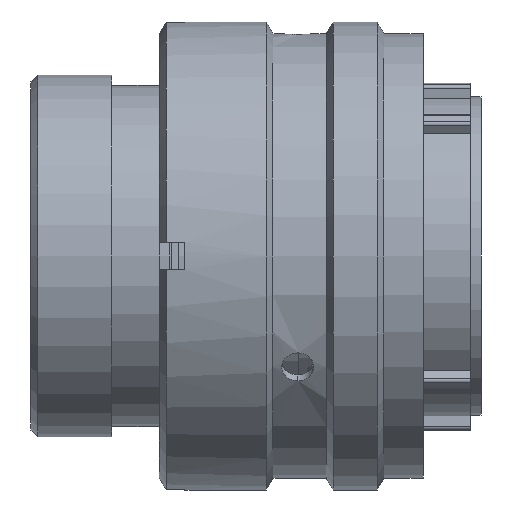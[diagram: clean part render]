
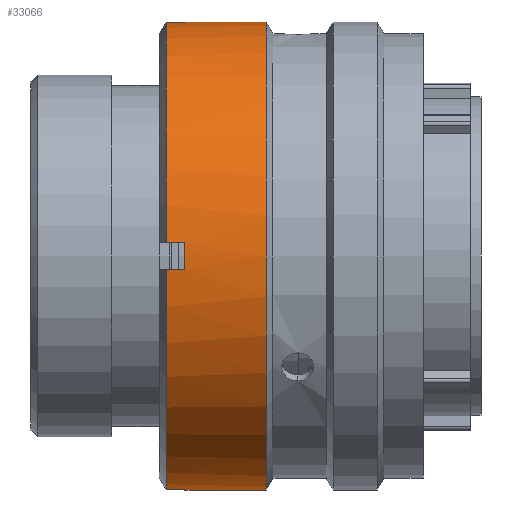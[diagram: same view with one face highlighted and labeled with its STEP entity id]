
A CAD part, front view. The second image highlights one B-rep face of the part: STEP entity #33066.
In plain terms, the highlighted cylindrical face has radius 17.35 mm (diameter 34.7 mm), a partial arc.
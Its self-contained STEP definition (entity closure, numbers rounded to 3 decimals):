
#120 = CIRCLE ( 'NONE', #47072, 17.35 ) ;
#909 = DIRECTION ( 'NONE',  ( 1., 0., 0. ) ) ;
#1171 = VERTEX_POINT ( 'NONE', #42394 ) ;
#2036 = CARTESIAN_POINT ( 'NONE',  ( 10.02, 0., 0. ) ) ;
#2671 = VERTEX_POINT ( 'NONE', #12330 ) ;
#2703 = CARTESIAN_POINT ( 'NONE',  ( 29.07, 0., 17.35 ) ) ;
#6615 = EDGE_LOOP ( 'NONE', ( #76503, #100103, #43385, #99595, #17703, #50075, #89249, #40287, #99639, #43264, #65695, #107227 ) ) ;
#8601 = VERTEX_POINT ( 'NONE', #28444 ) ;
#8989 = CARTESIAN_POINT ( 'NONE',  ( 29.07, 0., -17.35 ) ) ;
#9478 = EDGE_CURVE ( 'NONE', #23227, #59676, #37262, .T. ) ;
#9669 = EDGE_CURVE ( 'NONE', #82454, #8601, #26220, .T. ) ;
#11166 = DIRECTION ( 'NONE',  ( -1., 0., 0. ) ) ;
#12273 = DIRECTION ( 'NONE',  ( 0., 0., -1. ) ) ;
#12330 = CARTESIAN_POINT ( 'NONE',  ( 17.44, 0., 17.35 ) ) ;
#13008 = CARTESIAN_POINT ( 'NONE',  ( 29.07, 0., 0. ) ) ;
#14311 = VECTOR ( 'NONE', #85426, 1000. ) ;
#14751 = VECTOR ( 'NONE', #70118, 1000. ) ;
#14853 = DIRECTION ( 'NONE',  ( 0., 0., -1. ) ) ;
#15738 = CIRCLE ( 'NONE', #54115, 17.35 ) ;
#16272 = VERTEX_POINT ( 'NONE', #36532 ) ;
#17414 = DIRECTION ( 'NONE',  ( 1., 0., 0. ) ) ;
#17703 = ORIENTED_EDGE ( 'NONE', *, *, #85233, .T. ) ;
#20327 = EDGE_CURVE ( 'NONE', #101253, #66480, #36816, .T. ) ;
#22764 = AXIS2_PLACEMENT_3D ( 'NONE', #86016, #17414, #102961 ) ;
#23227 = VERTEX_POINT ( 'NONE', #67949 ) ;
#24384 = CARTESIAN_POINT ( 'NONE',  ( 29.07, -1., -17.321 ) ) ;
#25599 = CARTESIAN_POINT ( 'NONE',  ( 11.42, -17.321, -1. ) ) ;
#26220 = LINE ( 'NONE', #97069, #99087 ) ;
#28444 = CARTESIAN_POINT ( 'NONE',  ( 10.02, -1., 17.321 ) ) ;
#30278 = DIRECTION ( 'NONE',  ( 1., 0., 0. ) ) ;
#32412 = CARTESIAN_POINT ( 'NONE',  ( 11.42, 0., 0. ) ) ;
#33066 = ADVANCED_FACE ( 'NONE', ( #44303 ), #111782, .T. ) ;
#36532 = CARTESIAN_POINT ( 'NONE',  ( 11.42, -17.321, 1. ) ) ;
#36816 = LINE ( 'NONE', #48375, #47633 ) ;
#37262 = LINE ( 'NONE', #24384, #14311 ) ;
#37989 = LINE ( 'NONE', #55809, #44675 ) ;
#39239 = DIRECTION ( 'NONE',  ( 1., 0., 0. ) ) ;
#40287 = ORIENTED_EDGE ( 'NONE', *, *, #63340, .T. ) ;
#42394 = CARTESIAN_POINT ( 'NONE',  ( 11.42, 0., 17.35 ) ) ;
#43264 = ORIENTED_EDGE ( 'NONE', *, *, #50306, .T. ) ;
#43385 = ORIENTED_EDGE ( 'NONE', *, *, #9669, .T. ) ;
#44303 = FACE_OUTER_BOUND ( 'NONE', #6615, .T. ) ;
#44472 = CIRCLE ( 'NONE', #68057, 17.35 ) ;
#44675 = VECTOR ( 'NONE', #39239, 1000. ) ;
#45094 = LINE ( 'NONE', #8989, #65323 ) ;
#47072 = AXIS2_PLACEMENT_3D ( 'NONE', #52846, #63736, #60986 ) ;
#47633 = VECTOR ( 'NONE', #108625, 1000. ) ;
#48375 = CARTESIAN_POINT ( 'NONE',  ( 29.07, -17.321, -1. ) ) ;
#48621 = DIRECTION ( 'NONE',  ( 0., 0., 1. ) ) ;
#49135 = CIRCLE ( 'NONE', #57063, 17.35 ) ;
#50075 = ORIENTED_EDGE ( 'NONE', *, *, #107698, .T. ) ;
#50306 = EDGE_CURVE ( 'NONE', #59676, #51486, #89988, .T. ) ;
#50368 = VERTEX_POINT ( 'NONE', #92645 ) ;
#51486 = VERTEX_POINT ( 'NONE', #72248 ) ;
#51713 = CARTESIAN_POINT ( 'NONE',  ( 10.02, -17.321, -1. ) ) ;
#52846 = CARTESIAN_POINT ( 'NONE',  ( 11.42, 0., 0. ) ) ;
#54115 = AXIS2_PLACEMENT_3D ( 'NONE', #67236, #100406, #14853 ) ;
#55809 = CARTESIAN_POINT ( 'NONE',  ( 29.07, -17.321, 1. ) ) ;
#57063 = AXIS2_PLACEMENT_3D ( 'NONE', #98461, #30278, #107093 ) ;
#59676 = VERTEX_POINT ( 'NONE', #62639 ) ;
#60986 = DIRECTION ( 'NONE',  ( 0., 0., 1. ) ) ;
#62639 = CARTESIAN_POINT ( 'NONE',  ( 11.42, -1., -17.321 ) ) ;
#63340 = EDGE_CURVE ( 'NONE', #66480, #23227, #15738, .T. ) ;
#63736 = DIRECTION ( 'NONE',  ( 1., 0., 0. ) ) ;
#63887 = DIRECTION ( 'NONE',  ( 1., 0., 0. ) ) ;
#65323 = VECTOR ( 'NONE', #74877, 1000. ) ;
#65695 = ORIENTED_EDGE ( 'NONE', *, *, #95631, .T. ) ;
#66480 = VERTEX_POINT ( 'NONE', #51713 ) ;
#66603 = EDGE_CURVE ( 'NONE', #1171, #2671, #90307, .T. ) ;
#67236 = CARTESIAN_POINT ( 'NONE',  ( 10.02, 0., 0. ) ) ;
#67949 = CARTESIAN_POINT ( 'NONE',  ( 10.02, -1., -17.321 ) ) ;
#68057 = AXIS2_PLACEMENT_3D ( 'NONE', #2036, #909, #96596 ) ;
#70118 = DIRECTION ( 'NONE',  ( 1., 0., 0. ) ) ;
#72248 = CARTESIAN_POINT ( 'NONE',  ( 11.42, 0., -17.35 ) ) ;
#74877 = DIRECTION ( 'NONE',  ( 1., 0., 0. ) ) ;
#75669 = EDGE_CURVE ( 'NONE', #8601, #94771, #44472, .T. ) ;
#76503 = ORIENTED_EDGE ( 'NONE', *, *, #66603, .F. ) ;
#78929 = CIRCLE ( 'NONE', #22764, 17.35 ) ;
#79074 = CARTESIAN_POINT ( 'NONE',  ( 11.42, -1., 17.321 ) ) ;
#79434 = EDGE_CURVE ( 'NONE', #1171, #82454, #120, .T. ) ;
#82454 = VERTEX_POINT ( 'NONE', #79074 ) ;
#85233 = EDGE_CURVE ( 'NONE', #94771, #16272, #37989, .T. ) ;
#85426 = DIRECTION ( 'NONE',  ( 1., 0., 0. ) ) ;
#86016 = CARTESIAN_POINT ( 'NONE',  ( 17.44, 0., 0. ) ) ;
#89249 = ORIENTED_EDGE ( 'NONE', *, *, #20327, .T. ) ;
#89450 = AXIS2_PLACEMENT_3D ( 'NONE', #32412, #91921, #48621 ) ;
#89988 = CIRCLE ( 'NONE', #89450, 17.35 ) ;
#90307 = LINE ( 'NONE', #2703, #14751 ) ;
#91372 = EDGE_CURVE ( 'NONE', #2671, #50368, #78929, .T. ) ;
#91921 = DIRECTION ( 'NONE',  ( 1., 0., 0. ) ) ;
#92645 = CARTESIAN_POINT ( 'NONE',  ( 17.44, 0., -17.35 ) ) ;
#94771 = VERTEX_POINT ( 'NONE', #96957 ) ;
#95631 = EDGE_CURVE ( 'NONE', #51486, #50368, #45094, .T. ) ;
#96596 = DIRECTION ( 'NONE',  ( 0., 0., -1. ) ) ;
#96957 = CARTESIAN_POINT ( 'NONE',  ( 10.02, -17.321, 1. ) ) ;
#97069 = CARTESIAN_POINT ( 'NONE',  ( 29.07, -1., 17.321 ) ) ;
#98461 = CARTESIAN_POINT ( 'NONE',  ( 11.42, 0., 0. ) ) ;
#99087 = VECTOR ( 'NONE', #11166, 1000. ) ;
#99595 = ORIENTED_EDGE ( 'NONE', *, *, #75669, .T. ) ;
#99639 = ORIENTED_EDGE ( 'NONE', *, *, #9478, .T. ) ;
#100103 = ORIENTED_EDGE ( 'NONE', *, *, #79434, .T. ) ;
#100406 = DIRECTION ( 'NONE',  ( 1., 0., 0. ) ) ;
#101090 = AXIS2_PLACEMENT_3D ( 'NONE', #13008, #63887, #12273 ) ;
#101253 = VERTEX_POINT ( 'NONE', #25599 ) ;
#102961 = DIRECTION ( 'NONE',  ( 0., 0., -1. ) ) ;
#107093 = DIRECTION ( 'NONE',  ( 0., 0., 1. ) ) ;
#107227 = ORIENTED_EDGE ( 'NONE', *, *, #91372, .F. ) ;
#107698 = EDGE_CURVE ( 'NONE', #16272, #101253, #49135, .T. ) ;
#108625 = DIRECTION ( 'NONE',  ( -1., 0., 0. ) ) ;
#111782 = CYLINDRICAL_SURFACE ( 'NONE', #101090, 17.35 ) ;
